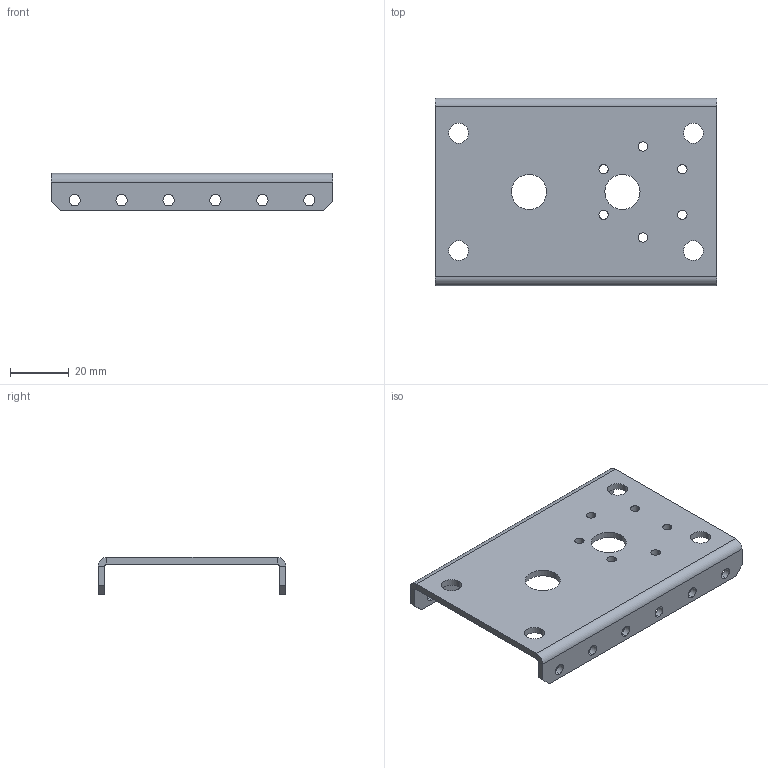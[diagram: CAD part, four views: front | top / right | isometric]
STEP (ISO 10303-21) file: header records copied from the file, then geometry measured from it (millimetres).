
FILE_DESCRIPTION (( 'STEP AP214' ), '1' );
FILE_NAME ('am-3423 PicoBox Uno Plate.STEP', '2016-09-08T14:31:54', ( '' ), ( '' ), 'SwSTEP 2.0', 'SolidWorks 2014', '' );
FILE_SCHEMA (( 'AUTOMOTIVE_DESIGN' ));
Length unit declared in the file: inch
Products named in the file (1): am-3423 PicoBox Uno Plate
Bounding box: 96 x 64 x 12.7 mm (x, y, z)
Volume: 16949.6 mm3; surface area: 16463 mm2
Topology: 1 solids, 1 shells, 74 faces, 200 edges, 128 vertices
Faces by surface type: cylinder 52, plane 22
Entity records: 2496 total; most frequent: DIRECTION 454, CARTESIAN_POINT 403, ORIENTED_EDGE 400, EDGE_CURVE 200, AXIS2_PLACEMENT_3D 179, VERTEX_POINT 128, EDGE_LOOP 122, CIRCLE 104
